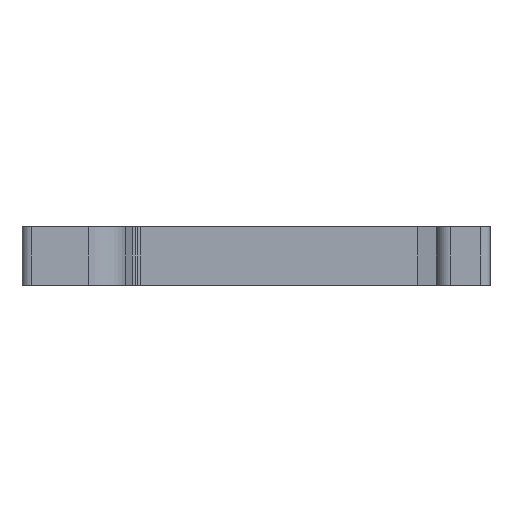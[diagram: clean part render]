
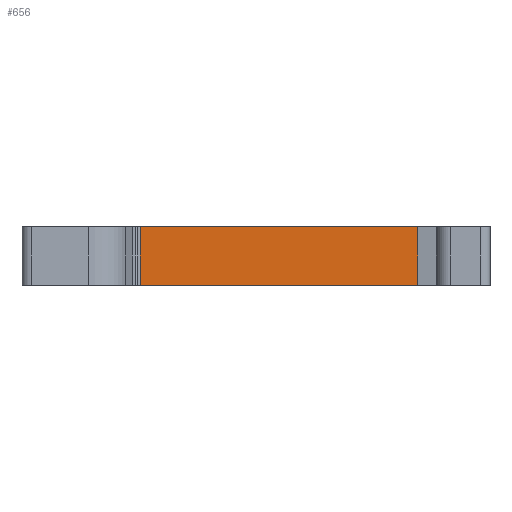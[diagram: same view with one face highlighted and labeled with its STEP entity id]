
A CAD part, front view. The second image highlights one B-rep face of the part: STEP entity #656.
In plain terms, the highlighted planar face has unit normal (0, -1, 0).
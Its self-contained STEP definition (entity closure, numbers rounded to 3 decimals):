
#656=ADVANCED_FACE('',(#1180),#955,.F.);
#955=PLANE('',#6752);
#1180=FACE_OUTER_BOUND('',#1526,.T.);
#1526=EDGE_LOOP('',(#2655,#2656,#2657,#2658));
#2655=ORIENTED_EDGE('',*,*,#4823,.F.);
#2656=ORIENTED_EDGE('',*,*,#4442,.T.);
#2657=ORIENTED_EDGE('',*,*,#4822,.F.);
#2658=ORIENTED_EDGE('',*,*,#4395,.F.);
#3782=VERTEX_POINT('',#8968);
#3783=VERTEX_POINT('',#8970);
#3821=VERTEX_POINT('',#9063);
#3822=VERTEX_POINT('',#9065);
#4395=EDGE_CURVE('',#3782,#3783,#5299,.T.);
#4442=EDGE_CURVE('',#3822,#3821,#5322,.T.);
#4822=EDGE_CURVE('',#3783,#3821,#5603,.T.);
#4823=EDGE_CURVE('',#3822,#3782,#5604,.T.);
#5299=LINE('',#8969,#5919);
#5322=LINE('',#9064,#5942);
#5603=LINE('',#9817,#6223);
#5604=LINE('',#9819,#6224);
#5919=VECTOR('',#7190,1.);
#5942=VECTOR('',#7279,1.);
#6223=VECTOR('',#7960,1.);
#6224=VECTOR('',#7963,1.);
#6752=AXIS2_PLACEMENT_3D('',#9820,#7964,#7965);
#7190=DIRECTION('',(-1.,0.,0.));
#7279=DIRECTION('',(-1.,0.,0.));
#7960=DIRECTION('',(0.,0.,1.));
#7963=DIRECTION('',(0.,0.,-1.));
#7964=DIRECTION('',(0.,1.,0.));
#7965=DIRECTION('',(0.,0.,1.));
#8968=CARTESIAN_POINT('',(16.745,-15.2,-3.45));
#8969=CARTESIAN_POINT('',(16.745,-15.2,-3.45));
#8970=CARTESIAN_POINT('',(-11.98,-15.2,-3.45));
#9063=CARTESIAN_POINT('',(-11.98,-15.2,2.65));
#9064=CARTESIAN_POINT('',(-8.,-15.2,2.65));
#9065=CARTESIAN_POINT('',(16.745,-15.2,2.65));
#9817=CARTESIAN_POINT('',(-11.98,-15.2,-3.45));
#9819=CARTESIAN_POINT('',(16.745,-15.2,2.65));
#9820=CARTESIAN_POINT('',(16.745,-15.2,2.65));
